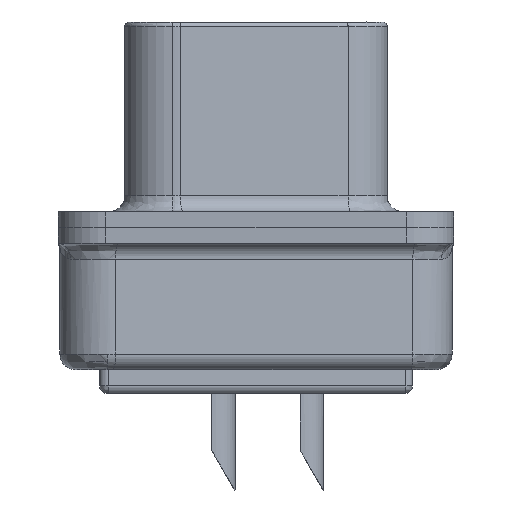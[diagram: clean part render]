
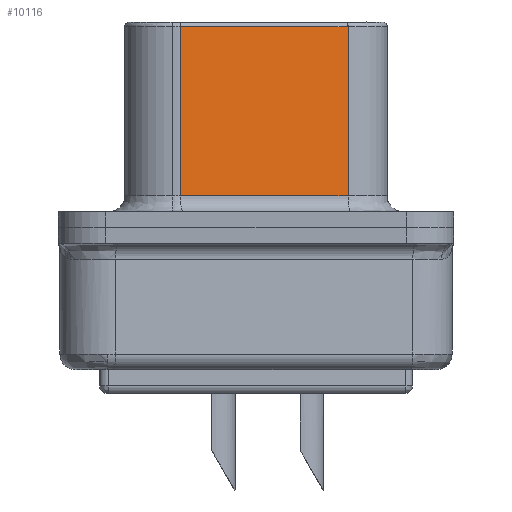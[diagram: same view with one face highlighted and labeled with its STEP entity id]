
A CAD part, left-side view. The second image highlights one B-rep face of the part: STEP entity #10116.
In plain terms, the highlighted planar face has unit normal (-0.985, -0.174, 0).
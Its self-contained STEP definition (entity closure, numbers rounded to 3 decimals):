
#362 = EDGE_CURVE ( 'NONE', #4980, #10211, #9878, .T. ) ;
#1290 = ORIENTED_EDGE ( 'NONE', *, *, #3126, .F. ) ;
#2756 = VERTEX_POINT ( 'NONE', #9767 ) ;
#2797 = EDGE_CURVE ( 'NONE', #10425, #2756, #5989, .T. ) ;
#3126 = EDGE_CURVE ( 'NONE', #10425, #4980, #4369, .T. ) ;
#3318 = CARTESIAN_POINT ( 'NONE',  ( 8.295, 3.34, 3.675 ) ) ;
#3521 = VECTOR ( 'NONE', #8801, 1000. ) ;
#3614 = DIRECTION ( 'NONE',  ( -0.174, 0.985, 0. ) ) ;
#4088 = EDGE_CURVE ( 'NONE', #10211, #2756, #9481, .T. ) ;
#4369 = LINE ( 'NONE', #8936, #6570 ) ;
#4599 = VECTOR ( 'NONE', #8907, 1000. ) ;
#4980 = VERTEX_POINT ( 'NONE', #7930 ) ;
#5989 = LINE ( 'NONE', #8888, #3521 ) ;
#6570 = VECTOR ( 'NONE', #9194, 1000. ) ;
#7324 = CARTESIAN_POINT ( 'NONE',  ( 8.295, 3.34, 1. ) ) ;
#7480 = EDGE_LOOP ( 'NONE', ( #9546, #9339, #1290, #8590 ) ) ;
#7930 = CARTESIAN_POINT ( 'NONE',  ( 8.295, 3.34, 6.35 ) ) ;
#8590 = ORIENTED_EDGE ( 'NONE', *, *, #2797, .T. ) ;
#8801 = DIRECTION ( 'NONE',  ( 0., 0., -1. ) ) ;
#8888 = CARTESIAN_POINT ( 'NONE',  ( 7.36, 8.64, 3.675 ) ) ;
#8907 = DIRECTION ( 'NONE',  ( 0., 0., -1. ) ) ;
#8936 = CARTESIAN_POINT ( 'NONE',  ( 7.828, 5.99, 6.35 ) ) ;
#9194 = DIRECTION ( 'NONE',  ( 0.174, -0.985, 0. ) ) ;
#9221 = DIRECTION ( 'NONE',  ( 0.985, 0.174, 0. ) ) ;
#9339 = ORIENTED_EDGE ( 'NONE', *, *, #362, .F. ) ;
#9378 = CARTESIAN_POINT ( 'NONE',  ( 8.295, 3.34, 1. ) ) ;
#9481 = LINE ( 'NONE', #10104, #11981 ) ;
#9546 = ORIENTED_EDGE ( 'NONE', *, *, #4088, .F. ) ;
#9767 = CARTESIAN_POINT ( 'NONE',  ( 7.36, 8.64, 1. ) ) ;
#9809 = AXIS2_PLACEMENT_3D ( 'NONE', #7324, #9221, #3614 ) ;
#9878 = LINE ( 'NONE', #3318, #4599 ) ;
#10104 = CARTESIAN_POINT ( 'NONE',  ( 7.828, 5.99, 1. ) ) ;
#10116 = ADVANCED_FACE ( 'NONE', ( #11595 ), #12011, .F. ) ;
#10118 = DIRECTION ( 'NONE',  ( -0.174, 0.985, 0. ) ) ;
#10211 = VERTEX_POINT ( 'NONE', #9378 ) ;
#10425 = VERTEX_POINT ( 'NONE', #11876 ) ;
#11595 = FACE_OUTER_BOUND ( 'NONE', #7480, .T. ) ;
#11876 = CARTESIAN_POINT ( 'NONE',  ( 7.36, 8.64, 6.35 ) ) ;
#11981 = VECTOR ( 'NONE', #10118, 1000. ) ;
#12011 = PLANE ( 'NONE',  #9809 ) ;
